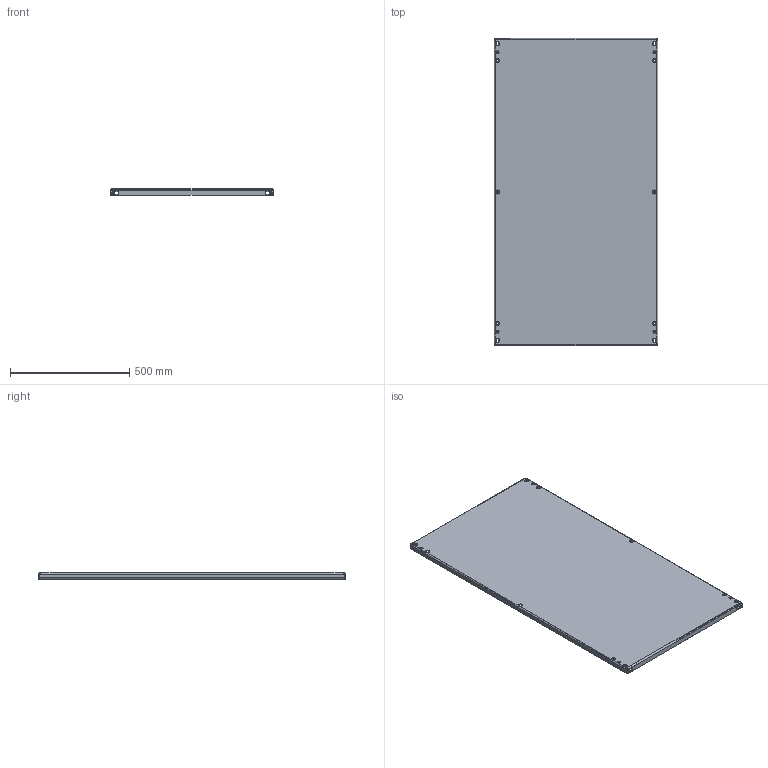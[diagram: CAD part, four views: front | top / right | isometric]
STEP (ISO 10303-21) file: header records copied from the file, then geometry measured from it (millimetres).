
FILE_DESCRIPTION (( 'STEP AP214' ), '1' );
FILE_NAME ('707.814.STEP', '2024-08-21T06:54:44', ( '' ), ( '' ), 'SwSTEP 2.0', 'SolidWorks 2021', '' );
FILE_SCHEMA (( 'AUTOMOTIVE_DESIGN' ));
Length unit declared in the file: millimetre
Products named in the file (3): 707.814; Çàêëåïêà ðåçüáîâàÿ Ì8 øåñòèãðàííàÿ ñ óìåíüøåííûì áîðòîì; 707.814 昑
Assembly tree (5 placements, depth 2):
  707.814
    707.814 昑
    Çàêëåïêà ðåçüáîâàÿ Ì8 øåñòèãðàííàÿ ñ óìåíüøåííûì áîðòîì  x4
Bounding box: 688 x 1288 x 26.6 mm (x, y, z)
Volume: 3032237.6 mm3; surface area: 2042357.3 mm2
Topology: 5 solids, 5 shells, 372 faces, 1044 edges, 656 vertices
Faces by surface type: cylinder 188, plane 144, cone 24, bspline 16
Entity records: 11476 total; most frequent: CARTESIAN_POINT 3047, DIRECTION 1746, ORIENTED_EDGE 1740, EDGE_CURVE 870, AXIS2_PLACEMENT_3D 649, VERTEX_POINT 548, LINE 448, VECTOR 448
